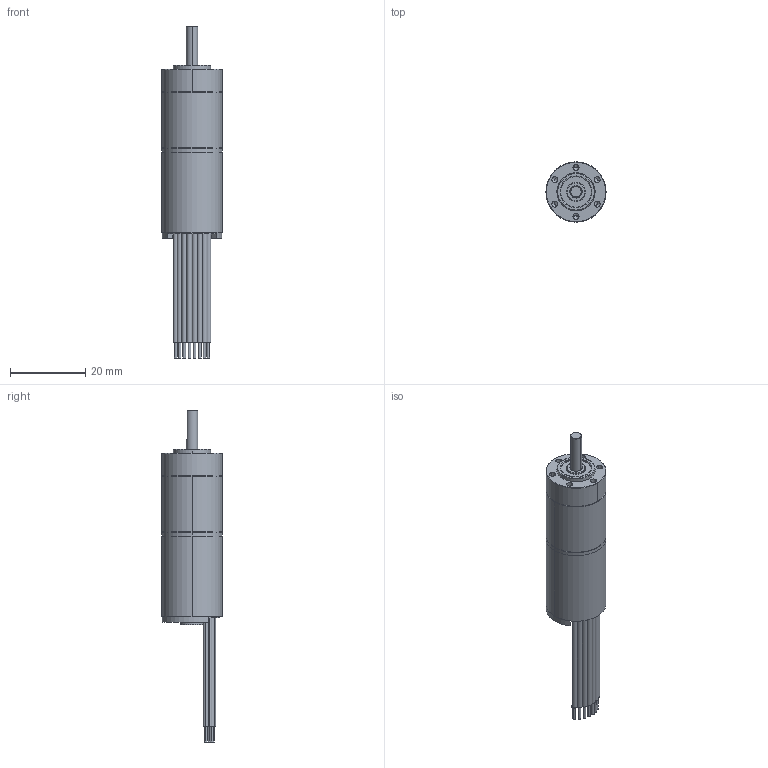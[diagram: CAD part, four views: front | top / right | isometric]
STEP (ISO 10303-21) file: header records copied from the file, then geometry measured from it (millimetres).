
FILE_DESCRIPTION((''),'2;1');
FILE_NAME('4611180000233_SW0001','2023-02-14T16:46:35',('ms27607'),(''),'CREO PARAMETRIC BY PTC INC, 2018100','CREO PARAMETRIC BY PTC INC, 2018100','');
FILE_SCHEMA(('CONFIG_CONTROL_DESIGN'));
Length unit declared in the file: millimetre
Products named in the file (1): 4611180000233_SW0001
Bounding box: 16 x 16 x 88.5 mm (x, y, z)
Surface area: 7727 mm2 (no closed solid volume)
Topology: 0 solids, 51 shells, 435 faces, 1317 edges, 905 vertices
Faces by surface type: cylinder 194, plane 165, cone 44, bspline 20, torus 12
Entity records: 15745 total; most frequent: CARTESIAN_POINT 3856, DIRECTION 2675, ORIENTED_EDGE 2136, EDGE_CURVE 1297, AXIS2_PLACEMENT_3D 1014, VERTEX_POINT 904, VECTOR 647, LINE 647
